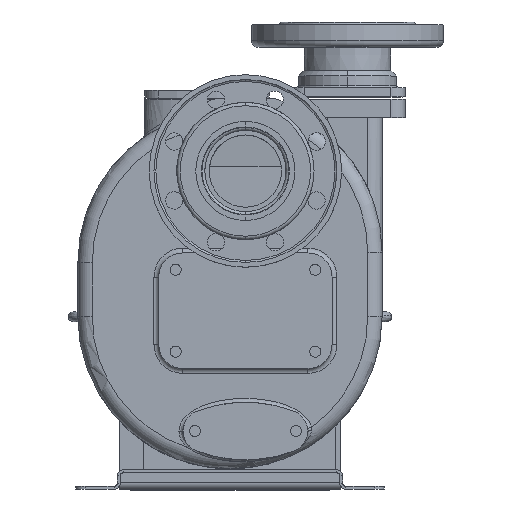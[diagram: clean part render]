
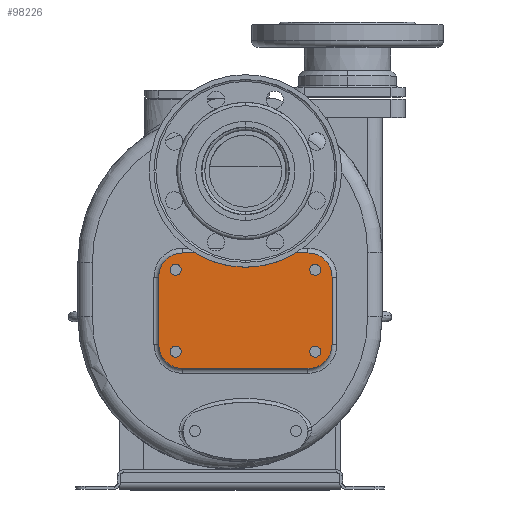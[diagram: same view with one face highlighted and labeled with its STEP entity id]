
A CAD part, top view. The second image highlights one B-rep face of the part: STEP entity #98226.
In plain terms, the highlighted planar face has unit normal (0, 0, 1).
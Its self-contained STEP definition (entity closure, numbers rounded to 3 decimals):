
#97855=CARTESIAN_POINT('',(-49.,130.,176.));
#97856=DIRECTION('',(0.,0.,-1.));
#97857=DIRECTION('',(0.,-1.,0.));
#97858=AXIS2_PLACEMENT_3D('',#97855,#97856,#97857);
#97860=DIRECTION('',(0.,1.,0.));
#97861=VECTOR('',#97860,70.);
#97862=CARTESIAN_POINT('',(-74.,130.,176.));
#97863=LINE('',#97862,#97861);
#97864=CARTESIAN_POINT('',(-49.,200.,176.));
#97865=DIRECTION('',(0.,0.,-1.));
#97866=DIRECTION('',(-1.,0.,0.));
#97867=AXIS2_PLACEMENT_3D('',#97864,#97865,#97866);
#97869=DIRECTION('',(1.,0.,0.));
#97870=VECTOR('',#97869,130.);
#97871=CARTESIAN_POINT('',(-49.,225.,176.));
#97872=LINE('',#97871,#97870);
#97873=CARTESIAN_POINT('',(81.,200.,176.));
#97874=DIRECTION('',(0.,0.,-1.));
#97875=DIRECTION('',(0.,1.,0.));
#97876=AXIS2_PLACEMENT_3D('',#97873,#97874,#97875);
#97878=DIRECTION('',(0.,-1.,0.));
#97879=VECTOR('',#97878,70.);
#97880=CARTESIAN_POINT('',(106.,200.,176.));
#97881=LINE('',#97880,#97879);
#97882=CARTESIAN_POINT('',(81.,130.,176.));
#97883=DIRECTION('',(0.,0.,-1.));
#97884=DIRECTION('',(1.,0.,0.));
#97885=AXIS2_PLACEMENT_3D('',#97882,#97883,#97884);
#97887=DIRECTION('',(-1.,0.,0.));
#97888=VECTOR('',#97887,130.);
#97889=CARTESIAN_POINT('',(81.,105.,176.));
#97890=LINE('',#97889,#97888);
#97891=CARTESIAN_POINT('',(88.5,122.5,176.));
#97892=DIRECTION('',(0.,0.,1.));
#97893=DIRECTION('',(1.,0.,0.));
#97894=AXIS2_PLACEMENT_3D('',#97891,#97892,#97893);
#97896=CARTESIAN_POINT('',(88.5,122.5,176.));
#97897=DIRECTION('',(0.,0.,1.));
#97898=DIRECTION('',(-1.,0.,0.));
#97899=AXIS2_PLACEMENT_3D('',#97896,#97897,#97898);
#97901=CARTESIAN_POINT('',(88.5,207.5,176.));
#97902=DIRECTION('',(0.,0.,1.));
#97903=DIRECTION('',(1.,0.,0.));
#97904=AXIS2_PLACEMENT_3D('',#97901,#97902,#97903);
#97906=CARTESIAN_POINT('',(88.5,207.5,176.));
#97907=DIRECTION('',(0.,0.,1.));
#97908=DIRECTION('',(-1.,0.,0.));
#97909=AXIS2_PLACEMENT_3D('',#97906,#97907,#97908);
#97911=CARTESIAN_POINT('',(-56.5,122.5,176.));
#97912=DIRECTION('',(0.,0.,1.));
#97913=DIRECTION('',(1.,0.,0.));
#97914=AXIS2_PLACEMENT_3D('',#97911,#97912,#97913);
#97916=CARTESIAN_POINT('',(-56.5,122.5,176.));
#97917=DIRECTION('',(0.,0.,1.));
#97918=DIRECTION('',(-1.,0.,0.));
#97919=AXIS2_PLACEMENT_3D('',#97916,#97917,#97918);
#97921=CARTESIAN_POINT('',(-56.5,207.5,176.));
#97922=DIRECTION('',(0.,0.,1.));
#97923=DIRECTION('',(1.,0.,0.));
#97924=AXIS2_PLACEMENT_3D('',#97921,#97922,#97923);
#97926=CARTESIAN_POINT('',(-56.5,207.5,176.));
#97927=DIRECTION('',(0.,0.,1.));
#97928=DIRECTION('',(-1.,0.,0.));
#97929=AXIS2_PLACEMENT_3D('',#97926,#97927,#97928);
#97995=CARTESIAN_POINT('',(94.25,122.5,176.));
#97996=CARTESIAN_POINT('',(82.75,122.5,176.));
#97997=VERTEX_POINT('',#97995);
#97998=VERTEX_POINT('',#97996);
#97999=CARTESIAN_POINT('',(94.25,207.5,176.));
#98000=CARTESIAN_POINT('',(82.75,207.5,176.));
#98001=VERTEX_POINT('',#97999);
#98002=VERTEX_POINT('',#98000);
#98003=CARTESIAN_POINT('',(-50.75,122.5,176.));
#98004=CARTESIAN_POINT('',(-62.25,122.5,176.));
#98005=VERTEX_POINT('',#98003);
#98006=VERTEX_POINT('',#98004);
#98007=CARTESIAN_POINT('',(-50.75,207.5,176.));
#98008=CARTESIAN_POINT('',(-62.25,207.5,176.));
#98009=VERTEX_POINT('',#98007);
#98010=VERTEX_POINT('',#98008);
#98011=CARTESIAN_POINT('',(-49.,105.,176.));
#98012=CARTESIAN_POINT('',(-74.,130.,176.));
#98013=VERTEX_POINT('',#98011);
#98014=VERTEX_POINT('',#98012);
#98015=CARTESIAN_POINT('',(-74.,200.,176.));
#98016=VERTEX_POINT('',#98015);
#98017=CARTESIAN_POINT('',(-49.,225.,176.));
#98018=VERTEX_POINT('',#98017);
#98019=CARTESIAN_POINT('',(81.,225.,176.));
#98020=VERTEX_POINT('',#98019);
#98021=CARTESIAN_POINT('',(106.,200.,176.));
#98022=VERTEX_POINT('',#98021);
#98023=CARTESIAN_POINT('',(106.,130.,176.));
#98024=VERTEX_POINT('',#98023);
#98025=CARTESIAN_POINT('',(81.,105.,176.));
#98026=VERTEX_POINT('',#98025);
#98187=CARTESIAN_POINT('',(16.,165.,176.));
#98188=DIRECTION('',(0.,0.,-1.));
#98189=DIRECTION('',(1.,0.,0.));
#98190=AXIS2_PLACEMENT_3D('',#98187,#98188,#98189);
#98191=PLANE('',#98190);
#98192=ORIENTED_EDGE('',*,*,#98098,.T.);
#98193=ORIENTED_EDGE('',*,*,#98112,.T.);
#98194=ORIENTED_EDGE('',*,*,#98126,.T.);
#98195=ORIENTED_EDGE('',*,*,#98140,.T.);
#98196=ORIENTED_EDGE('',*,*,#98154,.T.);
#98197=ORIENTED_EDGE('',*,*,#98168,.T.);
#98198=ORIENTED_EDGE('',*,*,#98181,.T.);
#98199=ORIENTED_EDGE('',*,*,#98036,.T.);
#98200=EDGE_LOOP('',(#98192,#98193,#98194,#98195,#98196,#98197,#98198,#98199));
#98201=FACE_OUTER_BOUND('',#98200,.F.);
#98203=ORIENTED_EDGE('',*,*,#98202,.T.);
#98205=ORIENTED_EDGE('',*,*,#98204,.T.);
#98206=EDGE_LOOP('',(#98203,#98205));
#98207=FACE_BOUND('',#98206,.F.);
#98209=ORIENTED_EDGE('',*,*,#98208,.T.);
#98211=ORIENTED_EDGE('',*,*,#98210,.T.);
#98212=EDGE_LOOP('',(#98209,#98211));
#98213=FACE_BOUND('',#98212,.F.);
#98215=ORIENTED_EDGE('',*,*,#98214,.T.);
#98217=ORIENTED_EDGE('',*,*,#98216,.T.);
#98218=EDGE_LOOP('',(#98215,#98217));
#98219=FACE_BOUND('',#98218,.F.);
#98221=ORIENTED_EDGE('',*,*,#98220,.T.);
#98223=ORIENTED_EDGE('',*,*,#98222,.T.);
#98224=EDGE_LOOP('',(#98221,#98223));
#98225=FACE_BOUND('',#98224,.F.);
#98226=ADVANCED_FACE('',(#98201,#98207,#98213,#98219,#98225),#98191,.F.);
#97859=CIRCLE('',#97858,25.);
#97868=CIRCLE('',#97867,25.);
#97877=CIRCLE('',#97876,25.);
#97886=CIRCLE('',#97885,25.);
#97895=CIRCLE('',#97894,5.75);
#97900=CIRCLE('',#97899,5.75);
#97905=CIRCLE('',#97904,5.75);
#97910=CIRCLE('',#97909,5.75);
#97915=CIRCLE('',#97914,5.75);
#97920=CIRCLE('',#97919,5.75);
#97925=CIRCLE('',#97924,5.75);
#97930=CIRCLE('',#97929,5.75);
#98036=EDGE_CURVE('',#98026,#98013,#97890,.T.);
#98098=EDGE_CURVE('',#98013,#98014,#97859,.T.);
#98112=EDGE_CURVE('',#98014,#98016,#97863,.T.);
#98126=EDGE_CURVE('',#98016,#98018,#97868,.T.);
#98140=EDGE_CURVE('',#98018,#98020,#97872,.T.);
#98154=EDGE_CURVE('',#98020,#98022,#97877,.T.);
#98168=EDGE_CURVE('',#98022,#98024,#97881,.T.);
#98181=EDGE_CURVE('',#98024,#98026,#97886,.T.);
#98202=EDGE_CURVE('',#97997,#97998,#97895,.T.);
#98204=EDGE_CURVE('',#97998,#97997,#97900,.T.);
#98208=EDGE_CURVE('',#98001,#98002,#97905,.T.);
#98210=EDGE_CURVE('',#98002,#98001,#97910,.T.);
#98214=EDGE_CURVE('',#98005,#98006,#97915,.T.);
#98216=EDGE_CURVE('',#98006,#98005,#97920,.T.);
#98220=EDGE_CURVE('',#98009,#98010,#97925,.T.);
#98222=EDGE_CURVE('',#98010,#98009,#97930,.T.);
